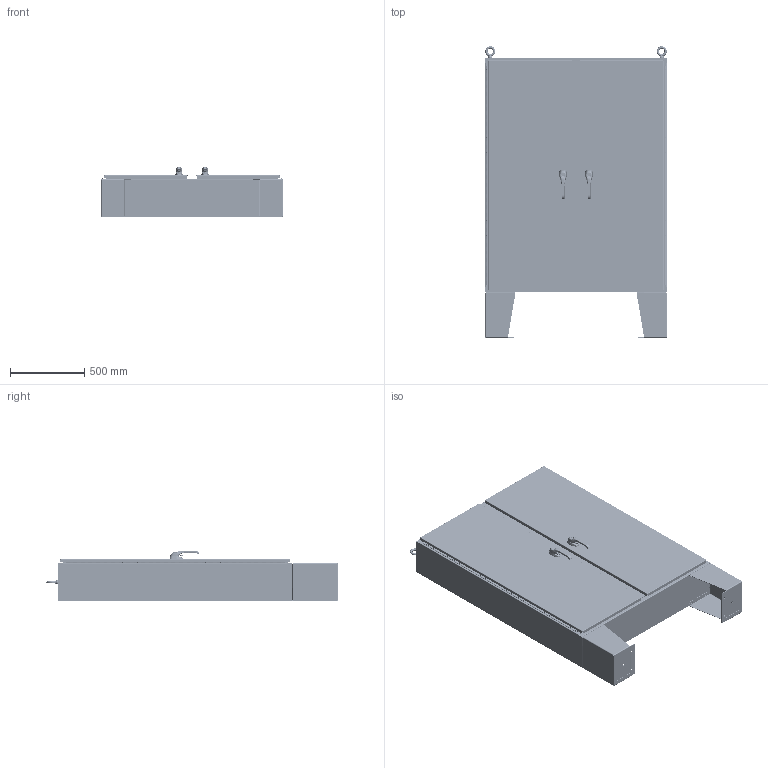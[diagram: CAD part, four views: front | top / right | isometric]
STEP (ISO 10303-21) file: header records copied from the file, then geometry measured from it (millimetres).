
FILE_DESCRIPTION (( 'STEP AP214' ), '1' );
FILE_NAME ('N4D6248103PT.STEP', '2016-02-03T16:02:51', ( '' ), ( '' ), 'SwSTEP 2.0', 'SolidWorks 2014', '' );
FILE_SCHEMA (( 'AUTOMOTIVE_DESIGN' ));
Length unit declared in the file: inch
Products named in the file (66): HSSN1300W58_1_1; 3862_1; 3889_1; N4D62483PTLDRASSM_1; HSSN1300W58_2; 31230_1; N4D48103PTBTM_1; N4D62483PTLDR_1; HSSN1300W58P_1; HFW3762_1; N4D48103PTTOP_1; N4D62483PTRDRASSM_1; HSSN1300W58L_1; 30254_1; N4D62483PTFB_1; HFW32451_1; HSSN1300W58T_1; 37026_1; SPACER_1; N4D623PTRML_1; HFW31712_1; N4D6248103PT; 1225-05_1; N4D623PTAMLR_1; 1091-BR11_AF0_1; 1000-02_1; HFW372182_1; SUPPORT-ROLL_AF0_1; 1000-277-01_1; HFW316325_1; PLASTIC-ROLLER-CAM_AF0_ASM_1; DIN985_M10_1; HFW303113_1; LOCK-NUT_AF0_1; D125B_10_5_1; HFW303114_1; 7379-M6-8X25_AF0_1; 1091-76_1; FK1210_1; PLASTIC-ROLLER-CAM_AF1_1 ...
Assembly tree (119 placements, depth 6):
  N4D6248103PT
    N4D62483PTFB_1
    N4D48103PTTOP_1
    N4D48103PTBTM_1
    3889_1  x8
    3061_1  x2
    349132_1  x2
    316298_1  x2
    HFW3025_1  x2
    N4D62103PTLRS_1  x2
    38846_1  x2
    FK1210_1  x2
      FK1210LG_1
      FK10B_1
    HFW303114_1  x2
    HFW303113_1  x2
    HFW316325_1  x2
    HFW372182_1  x8
    N4D623PTAMLR_1
    N4D623PTRML_1
    HSSN1300W58_2
      HSSN1300W58T_1
      HSSN1300W58L_1
      HSSN1300W58P_1
    HSSN1300W58_1_1
      HSSN1300W58T_1
      HSSN1300W58L_1
      HSSN1300W58P_1
    N4D62483PTRDRASSM_1
      N4D62483PTRDR_1
      HFW31234_1  x2
      HFW31233_1  x2
      HFW369101_1  x4
      SS_LARGE_DOOR_ROD_ASSM-37026_1
        HFW31712_1
          1091-903_AF0_1
            1091-903_AF0_1_1
            1091-903_AF0_2_1
          PLASTIC-ROLLER-CAM_AF0_ASM_1
            PLASTIC-ROLLER-CAM_AF1_1
            7379-M6-8X25_AF0_1
            LOCK-NUT_AF0_1
          SUPPORT-ROLL_AF0_1
          1091-BR11_AF0_1
        37026_1  x2
        30254_1  x2
        HFW3762_1  x4
        31230_1  x2
        3862_1  x2
      HFW32451_1
        1091-73_1
        1091-B11_ASM_1
          1091-74-03_1
          1091-74-01_1
        1091-75_1
        DIN3771_16X2_5_1
        2100-11_1
        1091-76_1
        D125B_10_5_1
        DIN985_M10_1
Bounding box: 1222.38 x 1962.09 x 341.22 mm (x, y, z)
Volume: 18201454.4 mm3; surface area: 14835984.4 mm2
Topology: 140 solids, 140 shells, 7612 faces, 19218 edges, 11828 vertices
Faces by surface type: cylinder 3030, plane 2862, torus 738, bspline 420, cone 364, sphere 198
Entity records: 174535 total; most frequent: CARTESIAN_POINT 46466, DIRECTION 17709, ORIENTED_EDGE 16908, EDGE_CURVE 8454, AXIS2_PLACEMENT_3D 6627, VERTEX_POINT 5255, LINE 4455, VECTOR 4455
